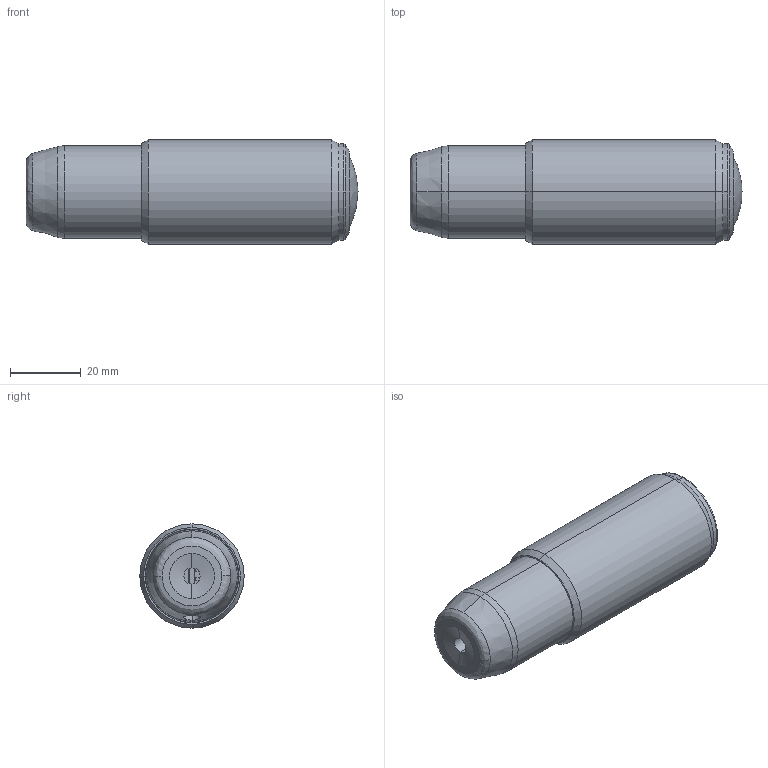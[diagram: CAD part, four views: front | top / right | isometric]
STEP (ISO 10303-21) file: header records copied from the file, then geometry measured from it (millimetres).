
FILE_DESCRIPTION (( 'STEP AP203' ), '1' );
FILE_NAME ('Web Model 65000_65000.step', '2019-01-31T20:09:19', ( '' ), ( '' ), 'SwSTEP 2.0', 'SolidWorks 2016', '' );
FILE_SCHEMA (( 'CONFIG_CONTROL_DESIGN' ));
Length unit declared in the file: millimetre
Products named in the file (1): Web Model 65000_65000
Bounding box: 93.88 x 29.46 x 29.46 mm (x, y, z)
Volume: 32078.8 mm3; surface area: 26524.9 mm2
Topology: 1 solids, 1 shells, 1676 faces, 4557 edges, 2970 vertices
Faces by surface type: plane 1361, cylinder 248, bspline 43, cone 22, torus 2
Entity records: 53297 total; most frequent: CARTESIAN_POINT 10411, ORIENTED_EDGE 9110, DIRECTION 8377, EDGE_CURVE 4555, LINE 3893, VECTOR 3893, VERTEX_POINT 2970, AXIS2_PLACEMENT_3D 2242
